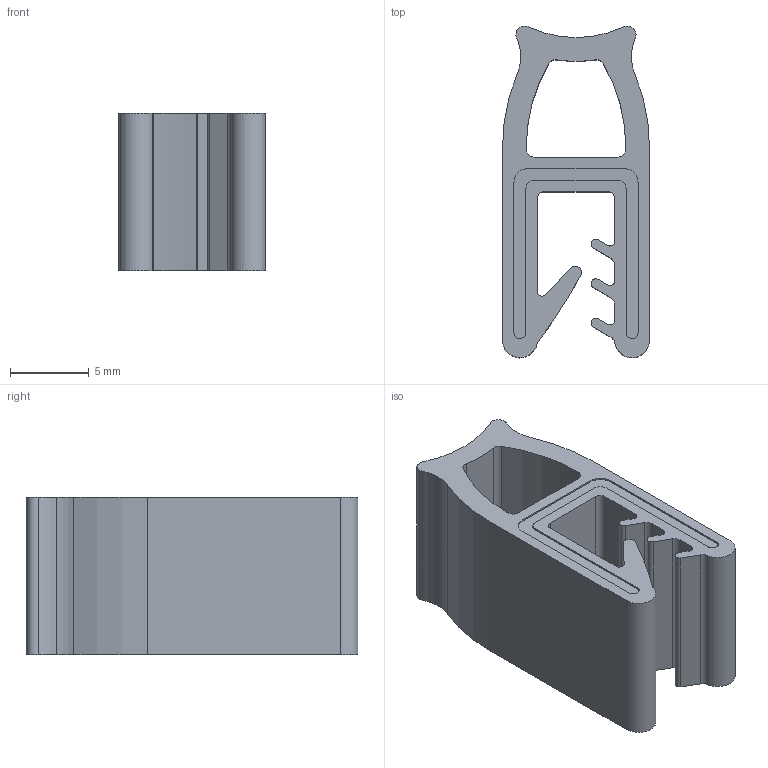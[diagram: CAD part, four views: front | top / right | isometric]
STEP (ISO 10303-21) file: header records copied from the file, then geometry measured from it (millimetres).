
FILE_DESCRIPTION (( 'STEP AP214' ), '1' );
FILE_NAME ('427043_Industrilas.step', '2025-09-02T13:01:30', ( '' ), ( '' ), 'SwSTEP 2.0', 'SolidWorks 2010', '' );
FILE_SCHEMA (( 'AUTOMOTIVE_DESIGN' ));
Length unit declared in the file: millimetre
Products named in the file (1): 427043_Industrilas
Bounding box: 9.3 x 21 x 10 mm (x, y, z)
Volume: 1057.5 mm3; surface area: 1356.9 mm2
Topology: 1 solids, 1 shells, 79 faces, 225 edges, 150 vertices
Faces by surface type: cylinder 48, plane 31
Entity records: 3522 total; most frequent: DIRECTION 481, CARTESIAN_POINT 455, ORIENTED_EDGE 450, EDGE_CURVE 225, AXIS2_PLACEMENT_3D 176, VERTEX_POINT 150, LINE 129, VECTOR 129
